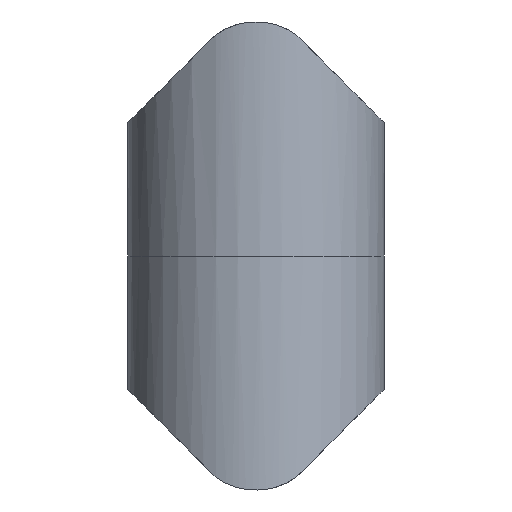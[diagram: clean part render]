
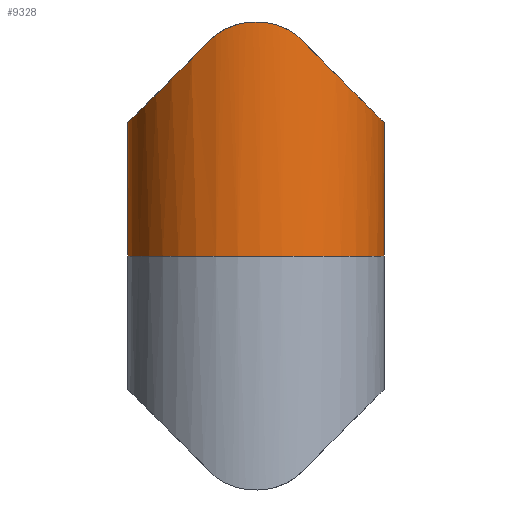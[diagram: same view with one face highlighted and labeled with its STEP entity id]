
A CAD part, left-side view. The second image highlights one B-rep face of the part: STEP entity #9328.
In plain terms, the highlighted cylindrical face has radius 24.15 mm (diameter 48.3 mm), a full revolution.
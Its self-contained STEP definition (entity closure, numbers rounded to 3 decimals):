
#129 = CARTESIAN_POINT ( 'NONE',  ( 22.956, 7.5, 41.65 ) ) ;
#328 = CARTESIAN_POINT ( 'NONE',  ( -23.608, -5.248, 42.981 ) ) ;
#364 = CARTESIAN_POINT ( 'NONE',  ( -23.875, -3.65, 43.488 ) ) ;
#449 = ORIENTED_EDGE ( 'NONE', *, *, #10274, .T. ) ;
#695 = CARTESIAN_POINT ( 'NONE',  ( 23.295, -6.396, 42.357 ) ) ;
#720 = EDGE_CURVE ( 'NONE', #7595, #7595, #13955, .T. ) ;
#963 = CARTESIAN_POINT ( 'NONE',  ( 14.161, -34.421, 14.729 ) ) ;
#1250 = VERTEX_POINT ( 'NONE', #13001 ) ;
#1365 = CARTESIAN_POINT ( 'NONE',  ( -22.956, -7.5, 41.65 ) ) ;
#1406 = CARTESIAN_POINT ( 'NONE',  ( -24.011, 2.67, 43.743 ) ) ;
#1558 = CARTESIAN_POINT ( 'NONE',  ( -14.161, 34.421, 14.729 ) ) ;
#1792 = CARTESIAN_POINT ( 'NONE',  ( 22.956, 7.5, 41.65 ) ) ;
#1985 = ORIENTED_EDGE ( 'NONE', *, *, #8057, .T. ) ;
#2208 = DIRECTION ( 'NONE',  ( -1., 0., 0. ) ) ;
#2612 = CARTESIAN_POINT ( 'NONE',  ( -23.132, 6.96, 42.025 ) ) ;
#2810 = CARTESIAN_POINT ( 'NONE',  ( 24.15, 0.687, 43.999 ) ) ;
#2946 = CARTESIAN_POINT ( 'NONE',  ( 24.121, 1.356, 43.947 ) ) ;
#2979 = B_SPLINE_CURVE_WITH_KNOTS ( 'NONE', 3,
 ( #1365, #8102, #328, #364, #4799, #4700, #4894, #7011, #9137, #10273, #3626, #12369, #12458, #1406, #13487, #9091, #11319, #5854, #11414, #5901, #2612, #3737 ),
 .UNSPECIFIED., .F., .F.,
 ( 4, 2, 2, 2, 2, 2, 2, 2, 2, 2, 4 ),
 ( 0., 0.004, 0.005, 0.006, 0.008, 0.009, 0.01, 0.012, 0.013, 0.014, 0.016 ),
 .UNSPECIFIED. ) ;
#3058 = ORIENTED_EDGE ( 'NONE', *, *, #11090, .T. ) ;
#3085 = EDGE_CURVE ( 'NONE', #1250, #10240, #2979, .T. ) ;
#3086 = CARTESIAN_POINT ( 'NONE',  ( 0., 0., 46.2 ) ) ;
#3388 = AXIS2_PLACEMENT_3D ( 'NONE', #3989, #3953, #8280 ) ;
#3415 = FACE_OUTER_BOUND ( 'NONE', #13305, .T. ) ;
#3626 = CARTESIAN_POINT ( 'NONE',  ( -24.143, 0.67, 43.987 ) ) ;
#3737 = CARTESIAN_POINT ( 'NONE',  ( -22.956, 7.5, 41.65 ) ) ;
#3926 = CARTESIAN_POINT ( 'NONE',  ( 24.15, -0.329, 44. ) ) ;
#3953 = DIRECTION ( 'NONE',  ( 0., 0., 1. ) ) ;
#3989 = CARTESIAN_POINT ( 'NONE',  ( 0., 0., 0. ) ) ;
#4066 = CARTESIAN_POINT ( 'NONE',  ( 23.875, 3.65, 43.488 ) ) ;
#4236 =( BOUNDED_CURVE ( )  B_SPLINE_CURVE ( 3, ( #7096, #1558, #8150, #9320 ),
 .UNSPECIFIED., .F., .T. ) 
 B_SPLINE_CURVE_WITH_KNOTS ( ( 4, 4 ),
 ( 5.028, 7.538 ),
 .UNSPECIFIED. ) 
 CURVE ( )  GEOMETRIC_REPRESENTATION_ITEM ( )  RATIONAL_B_SPLINE_CURVE ( ( 1., 0.54, 0.54, 1. ) ) 
 REPRESENTATION_ITEM ( '' )  );
#4246 = CARTESIAN_POINT ( 'NONE',  ( 22.956, -7.5, 41.65 ) ) ;
#4700 = CARTESIAN_POINT ( 'NONE',  ( -24.004, -2.674, 43.73 ) ) ;
#4799 = CARTESIAN_POINT ( 'NONE',  ( -23.922, -3.325, 43.577 ) ) ;
#4894 = CARTESIAN_POINT ( 'NONE',  ( -24.038, -2.346, 43.793 ) ) ;
#5084 = CARTESIAN_POINT ( 'NONE',  ( 23.77, -4.278, 43.289 ) ) ;
#5142 = B_SPLINE_CURVE_WITH_KNOTS ( 'NONE', 3,
 ( #1792, #10649, #6326, #4066, #13990, #6235, #9421, #2946, #2810, #3926, #11595, #12703, #6147, #13807, #7237, #5084, #6199, #7279, #11681, #695, #5178, #9506 ),
 .UNSPECIFIED., .F., .F.,
 ( 4, 2, 2, 2, 2, 2, 2, 2, 2, 2, 4 ),
 ( 0., 0.004, 0.005, 0.006, 0.008, 0.009, 0.01, 0.012, 0.013, 0.014, 0.016 ),
 .UNSPECIFIED. ) ;
#5178 = CARTESIAN_POINT ( 'NONE',  ( 23.132, -6.96, 42.025 ) ) ;
#5854 = CARTESIAN_POINT ( 'NONE',  ( -23.583, 5.21, 42.928 ) ) ;
#5901 = CARTESIAN_POINT ( 'NONE',  ( -23.295, 6.396, 42.357 ) ) ;
#6147 = CARTESIAN_POINT ( 'NONE',  ( 24.094, -1.677, 43.897 ) ) ;
#6199 = CARTESIAN_POINT ( 'NONE',  ( 23.711, -4.594, 43.175 ) ) ;
#6235 = CARTESIAN_POINT ( 'NONE',  ( 24.004, 2.674, 43.73 ) ) ;
#6326 = CARTESIAN_POINT ( 'NONE',  ( 23.608, 5.248, 42.981 ) ) ;
#6529 = CARTESIAN_POINT ( 'NONE',  ( 24.15, 0., 0. ) ) ;
#6591 = CARTESIAN_POINT ( 'NONE',  ( -22.956, -7.5, 41.65 ) ) ;
#7011 = CARTESIAN_POINT ( 'NONE',  ( -24.121, -1.356, 43.947 ) ) ;
#7096 = CARTESIAN_POINT ( 'NONE',  ( -22.956, 7.5, 41.65 ) ) ;
#7237 = CARTESIAN_POINT ( 'NONE',  ( 23.929, -3.32, 43.591 ) ) ;
#7279 = CARTESIAN_POINT ( 'NONE',  ( 23.583, -5.21, 42.928 ) ) ;
#7595 = VERTEX_POINT ( 'NONE', #6529 ) ;
#7837 = CARTESIAN_POINT ( 'NONE',  ( 22.956, -7.5, 41.65 ) ) ;
#7916 = CARTESIAN_POINT ( 'NONE',  ( -22.956, 7.5, 41.65 ) ) ;
#7923 = EDGE_LOOP ( 'NONE', ( #9500 ) ) ;
#8057 = EDGE_CURVE ( 'NONE', #14016, #1250, #14258, .T. ) ;
#8102 = CARTESIAN_POINT ( 'NONE',  ( -23.308, -6.421, 42.4 ) ) ;
#8150 = CARTESIAN_POINT ( 'NONE',  ( 14.161, 34.421, 14.729 ) ) ;
#8280 = DIRECTION ( 'NONE',  ( 1., 0., 0. ) ) ;
#9019 = VERTEX_POINT ( 'NONE', #129 ) ;
#9091 = CARTESIAN_POINT ( 'NONE',  ( -23.77, 4.278, 43.289 ) ) ;
#9137 = CARTESIAN_POINT ( 'NONE',  ( -24.15, -0.687, 43.999 ) ) ;
#9320 = CARTESIAN_POINT ( 'NONE',  ( 22.956, 7.5, 41.65 ) ) ;
#9328 = ADVANCED_FACE ( 'NONE', ( #3415, #13211 ), #14074, .T. ) ;
#9421 = CARTESIAN_POINT ( 'NONE',  ( 24.038, 2.346, 43.793 ) ) ;
#9500 = ORIENTED_EDGE ( 'NONE', *, *, #720, .T. ) ;
#9506 = CARTESIAN_POINT ( 'NONE',  ( 22.956, -7.5, 41.65 ) ) ;
#10240 = VERTEX_POINT ( 'NONE', #7916 ) ;
#10273 = CARTESIAN_POINT ( 'NONE',  ( -24.15, 0.329, 44. ) ) ;
#10274 = EDGE_CURVE ( 'NONE', #9019, #14016, #5142, .T. ) ;
#10649 = CARTESIAN_POINT ( 'NONE',  ( 23.308, 6.421, 42.4 ) ) ;
#10952 = CARTESIAN_POINT ( 'NONE',  ( -14.161, -34.421, 14.729 ) ) ;
#11090 = EDGE_CURVE ( 'NONE', #10240, #9019, #4236, .T. ) ;
#11319 = CARTESIAN_POINT ( 'NONE',  ( -23.711, 4.594, 43.175 ) ) ;
#11414 = CARTESIAN_POINT ( 'NONE',  ( -23.515, 5.512, 42.793 ) ) ;
#11595 = CARTESIAN_POINT ( 'NONE',  ( 24.143, -0.67, 43.987 ) ) ;
#11681 = CARTESIAN_POINT ( 'NONE',  ( 23.515, -5.512, 42.793 ) ) ;
#12056 = DIRECTION ( 'NONE',  ( 0., 0., -1. ) ) ;
#12353 = AXIS2_PLACEMENT_3D ( 'NONE', #3086, #12056, #2208 ) ;
#12369 = CARTESIAN_POINT ( 'NONE',  ( -24.115, 1.344, 43.935 ) ) ;
#12458 = CARTESIAN_POINT ( 'NONE',  ( -24.094, 1.677, 43.897 ) ) ;
#12703 = CARTESIAN_POINT ( 'NONE',  ( 24.115, -1.344, 43.935 ) ) ;
#13001 = CARTESIAN_POINT ( 'NONE',  ( -22.956, -7.5, 41.65 ) ) ;
#13007 = ORIENTED_EDGE ( 'NONE', *, *, #3085, .T. ) ;
#13211 = FACE_OUTER_BOUND ( 'NONE', #7923, .T. ) ;
#13305 = EDGE_LOOP ( 'NONE', ( #1985, #13007, #3058, #449 ) ) ;
#13487 = CARTESIAN_POINT ( 'NONE',  ( -23.929, 3.32, 43.591 ) ) ;
#13807 = CARTESIAN_POINT ( 'NONE',  ( 24.011, -2.67, 43.743 ) ) ;
#13955 = CIRCLE ( 'NONE', #3388, 24.15 ) ;
#13990 = CARTESIAN_POINT ( 'NONE',  ( 23.922, 3.325, 43.577 ) ) ;
#14016 = VERTEX_POINT ( 'NONE', #7837 ) ;
#14074 = CYLINDRICAL_SURFACE ( 'NONE', #12353, 24.15 ) ;
#14258 =( BOUNDED_CURVE ( )  B_SPLINE_CURVE ( 3, ( #4246, #963, #10952, #6591 ),
 .UNSPECIFIED., .F., .F. ) 
 B_SPLINE_CURVE_WITH_KNOTS ( ( 4, 4 ),
 ( 5.028, 7.538 ),
 .UNSPECIFIED. ) 
 CURVE ( )  GEOMETRIC_REPRESENTATION_ITEM ( )  RATIONAL_B_SPLINE_CURVE ( ( 1., 0.54, 0.54, 1. ) ) 
 REPRESENTATION_ITEM ( '' )  );
